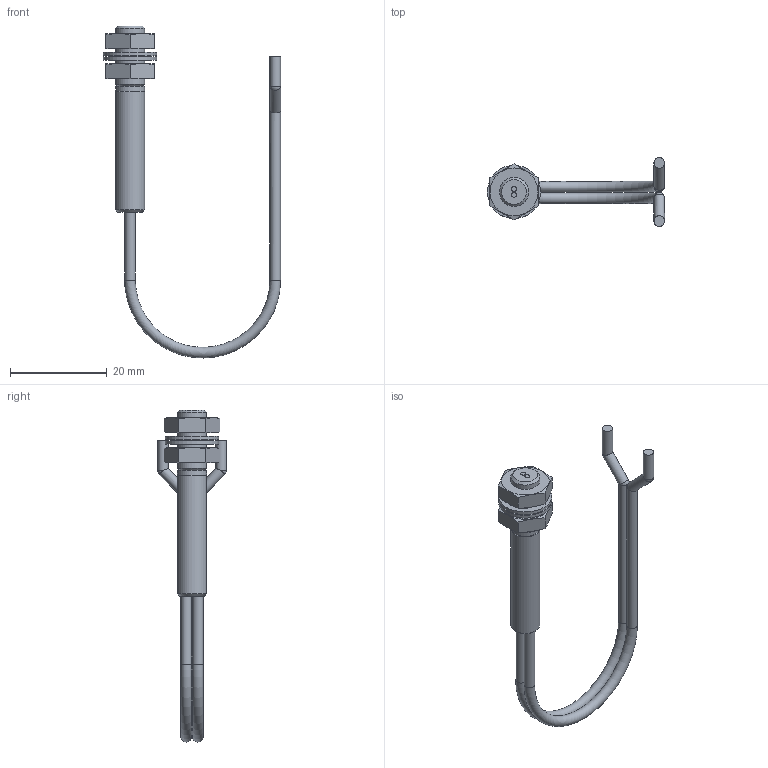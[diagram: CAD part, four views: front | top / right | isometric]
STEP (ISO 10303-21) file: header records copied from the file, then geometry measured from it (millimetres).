
FILE_DESCRIPTION(/* description */ ('STEP AP214'),/* implementation_level */ '2;1');
FILE_NAME(/* name */ '552838_SOOC-DS-M6-1-R25',/* time_stamp */ '2024-09-15T09:43:32+02:00',/* author */ ('License CC BY-ND 4.0'),/* organization */ ('CADENAS'),/* preprocessor_version */ 'ST-DEVELOPER v19.3',/* originating_system */ 'PARTsolutions',/* authorisation */ ' ');
FILE_SCHEMA (('AUTOMOTIVE_DESIGN {1 0 10303 214 3 1 1}'));
Length unit declared in the file: millimetre
Products named in the file (4): 552838 SOOC-DS-M6-1-R25; 552838 SOOC-DS-M6-1-R25---(M); Tooth lock washer DIN 6797 - J6.4; DIN-439-B - M6x0.75(F)
Assembly tree (5 placements, depth 2):
  552838 SOOC-DS-M6-1-R25
    552838 SOOC-DS-M6-1-R25---(M)
    Tooth lock washer DIN 6797 - J6.4  x2
    DIN-439-B - M6x0.75(F)  x2
Bounding box: 36.6 x 14.2 x 68.6 mm (x, y, z)
Volume: 2398.6 mm3; surface area: 3168.7 mm2
Topology: 5 solids, 5 shells, 127 faces, 314 edges, 203 vertices
Faces by surface type: plane 60, cylinder 49, cone 12, sphere 4, torus 2
Full cylindrical faces by diameter (mm): 1 x2, 2.2 x8, 5.188 x2, 6 x3, 11 x2
Entity records: 2254 total; most frequent: CARTESIAN_POINT 403, DIRECTION 388, ORIENTED_EDGE 312, AXIS2_PLACEMENT_3D 159, EDGE_CURVE 156, VERTEX_POINT 114, EDGE_LOOP 114, FACE_BOUND 114
